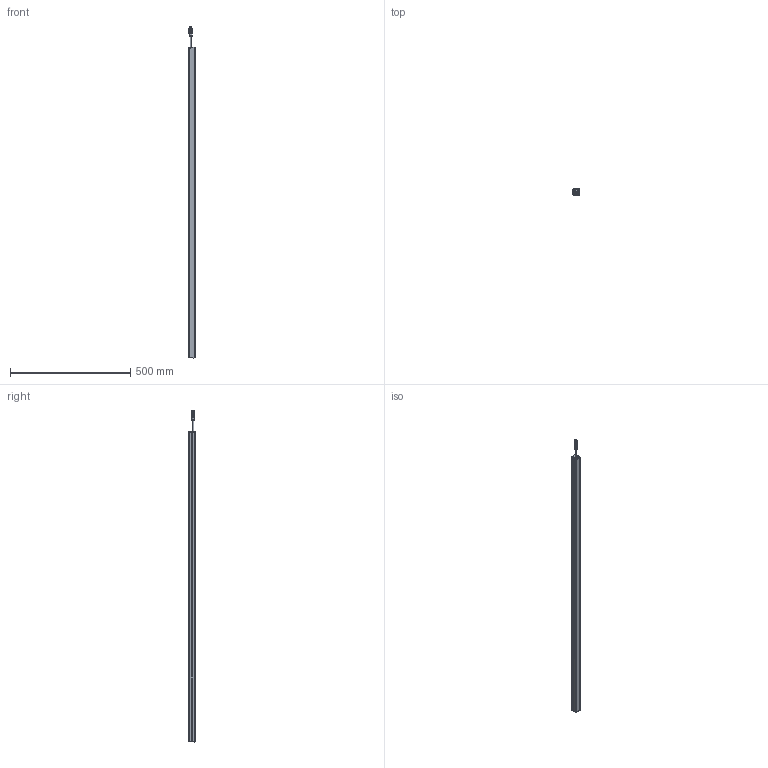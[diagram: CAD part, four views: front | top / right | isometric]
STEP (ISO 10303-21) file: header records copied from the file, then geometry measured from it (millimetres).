
FILE_DESCRIPTION (( 'STEP AP214' ), '1' );
FILE_NAME ('YBES-14K4-1290-P012_REV1.STEP', '2020-06-17T12:22:06', ( '' ), ( '' ), 'SwSTEP 2.0', 'SolidWorks 2019', '' );
FILE_SCHEMA (( 'AUTOMOTIVE_DESIGN' ));
Length unit declared in the file: inch
Products named in the file (1): YBES-14K4-1290-P012_REV1
Bounding box: 26.54 x 26 x 1377.9 mm (x, y, z)
Volume: 300008.4 mm3; surface area: 327840.5 mm2
Topology: 2 solids, 2 shells, 1743 faces, 4629 edges, 2780 vertices
Faces by surface type: cylinder 719, plane 549, bspline 450, cone 25
Full cylindrical faces by diameter (mm): 0.6 x1, 1 x5, 1.29 x4, 1.5 x4, 2.4 x8, 2.5 x8, 2.55 x8, 3.2 x8, 3.7 x8, 4.7 x1, 4.8 x1, 5 x8, 5.9 x1, 8.4 x1, 10.4 x1, 10.5 x1, 13 x1, 13.5 x1
Entity records: 70441 total; most frequent: CARTESIAN_POINT 32370, ORIENTED_EDGE 8656, DIRECTION 7061, EDGE_CURVE 4328, AXIS2_PLACEMENT_3D 2736, VERTEX_POINT 2707, EDGE_LOOP 1919, FACE_OUTER_BOUND 1834
